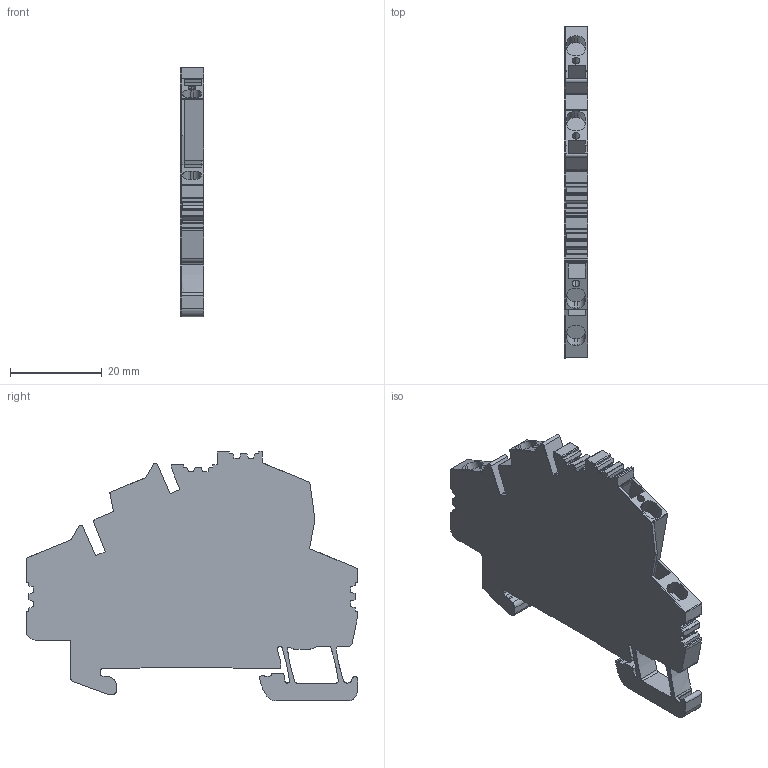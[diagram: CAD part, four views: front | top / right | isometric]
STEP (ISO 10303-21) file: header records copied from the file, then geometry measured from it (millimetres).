
FILE_DESCRIPTION(('CATIA V5R22 STEP214','CAx-IF Rec.Pracs.--- Model Styling and Organization---1.4--- 2014-01-23'),'2;1');
FILE_NAME ('021739-3_0', '2021-01-28T13:01:40+00:00', ('Weidmueller Interface'), ('Weidmueller'), 'CATIA Version 5-6 Release 2016 SP3 HF44', 'CATIA V5 STEP AP214', 'none');
FILE_SCHEMA(('AUTOMOTIVE_DESIGN { 1 0 10303 214 1 1 1 1 }'));
Length unit declared in the file: millimetre
Products named in the file (1): 1791010000_ZDK_2-5-2PE
Bounding box: 5.1 x 72.35 x 54.5 mm (x, y, z)
Volume: 12361.8 mm3; surface area: 13434.7 mm2
Topology: 2 solids, 2 shells, 543 faces, 1609 edges, 1081 vertices
Faces by surface type: plane 314, extrusion 125, cylinder 104
Entity records: 18985 total; most frequent: CARTESIAN_POINT 5053, ORIENTED_EDGE 3218, DIRECTION 2230, EDGE_CURVE 1609, VECTOR 1263, LINE 1138, VERTEX_POINT 1081, AXIS2_PLACEMENT_3D 594
